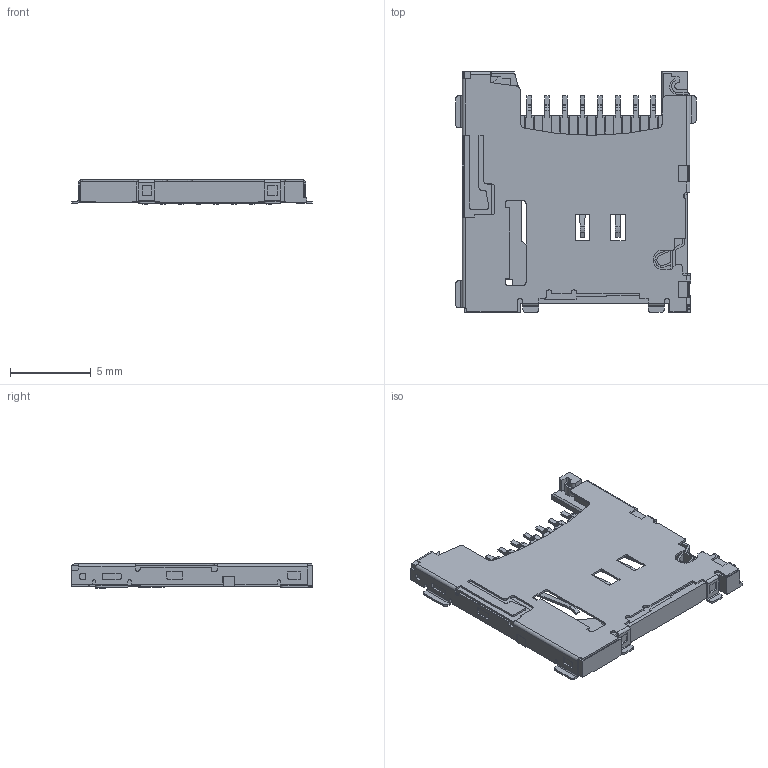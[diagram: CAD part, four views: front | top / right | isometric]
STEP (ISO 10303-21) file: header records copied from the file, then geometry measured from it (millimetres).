
FILE_DESCRIPTION(('FreeCAD Model'),'2;1');
FILE_NAME('COMPOUND_cp.step', '2019-01-14T17:44:21',('kicad StepUp'),('ksu MCAD'), 'Open CASCADE STEP processor 7.3','FreeCAD','Unknown');
FILE_SCHEMA(('AUTOMOTIVE_DESIGN { 1 0 10303 214 1 1 1 1 }'));
Length unit declared in the file: millimetre
Products named in the file (1): COMPOUND_cp
Bounding box: 14.94 x 14.95 x 1.5 mm (x, y, z)
Volume: 109.5 mm3; surface area: 757.3 mm2
Topology: 1 solids, 1 shells, 813 faces, 2493 edges, 1635 vertices
Faces by surface type: plane 606, cylinder 207
Entity records: 27735 total; most frequent: CARTESIAN_POINT 5038, ORIENTED_EDGE 4986, DIRECTION 4476, EDGE_CURVE 2493, LINE 2074, VECTOR 2074, VERTEX_POINT 1635, AXIS2_PLACEMENT_3D 1201
